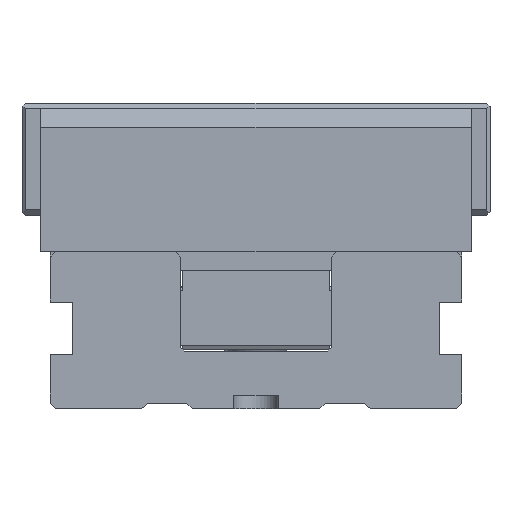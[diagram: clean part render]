
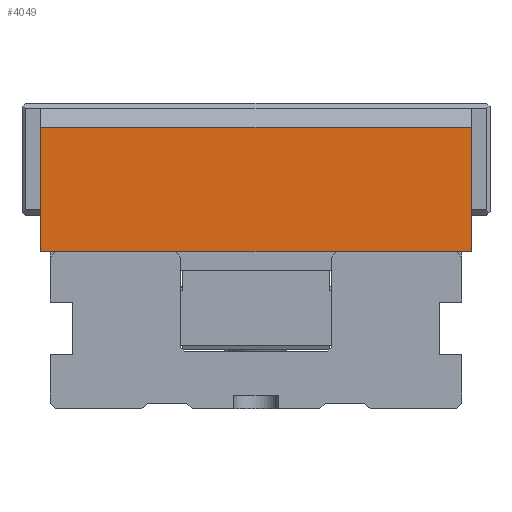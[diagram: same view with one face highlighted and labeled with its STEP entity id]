
A CAD part, front view. The second image highlights one B-rep face of the part: STEP entity #4049.
In plain terms, the highlighted planar face has unit normal (0, -1, 0).
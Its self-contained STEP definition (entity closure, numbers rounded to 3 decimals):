
#4049=ADVANCED_FACE('',(#4703),#4388,.T.);
#4388=PLANE('',#10985);
#4703=FACE_OUTER_BOUND('',#5181,.T.);
#5181=EDGE_LOOP('',(#6466,#6467,#6468,#6469));
#6466=ORIENTED_EDGE('',*,*,#8701,.T.);
#6467=ORIENTED_EDGE('',*,*,#8711,.T.);
#6468=ORIENTED_EDGE('',*,*,#8712,.F.);
#6469=ORIENTED_EDGE('',*,*,#8693,.T.);
#7821=VERTEX_POINT('',#14905);
#7822=VERTEX_POINT('',#14907);
#7828=VERTEX_POINT('',#14922);
#7837=VERTEX_POINT('',#14943);
#8693=EDGE_CURVE('',#7822,#7821,#9539,.T.);
#8701=EDGE_CURVE('',#7821,#7828,#9546,.T.);
#8711=EDGE_CURVE('',#7828,#7837,#9556,.T.);
#8712=EDGE_CURVE('',#7822,#7837,#9557,.T.);
#9539=LINE('',#14906,#10247);
#9546=LINE('',#14923,#10254);
#9556=LINE('',#14942,#10264);
#9557=LINE('',#14944,#10265);
#10247=VECTOR('',#12420,1.);
#10254=VECTOR('',#12433,1.);
#10264=VECTOR('',#12445,1.);
#10265=VECTOR('',#12446,1.);
#10985=AXIS2_PLACEMENT_3D('',#14945,#12447,#12448);
#12420=DIRECTION('',(1.,0.,0.));
#12433=DIRECTION('',(0.,0.,1.));
#12445=DIRECTION('',(-1.,0.,0.));
#12446=DIRECTION('',(0.,0.,1.));
#12447=DIRECTION('',(0.,-1.,0.));
#12448=DIRECTION('',(0.,0.,1.));
#14905=CARTESIAN_POINT('',(112.5,-2.,-26.217));
#14906=CARTESIAN_POINT('',(55.,-2.,-26.217));
#14907=CARTESIAN_POINT('',(-2.5,-2.,-26.217));
#14922=CARTESIAN_POINT('',(112.5,-2.,6.983));
#14923=CARTESIAN_POINT('',(112.5,-2.,-26.217));
#14942=CARTESIAN_POINT('',(55.,-2.,6.983));
#14943=CARTESIAN_POINT('',(-2.5,-2.,6.983));
#14944=CARTESIAN_POINT('',(-2.5,-2.,-26.217));
#14945=CARTESIAN_POINT('',(55.,-2.,-26.217));
